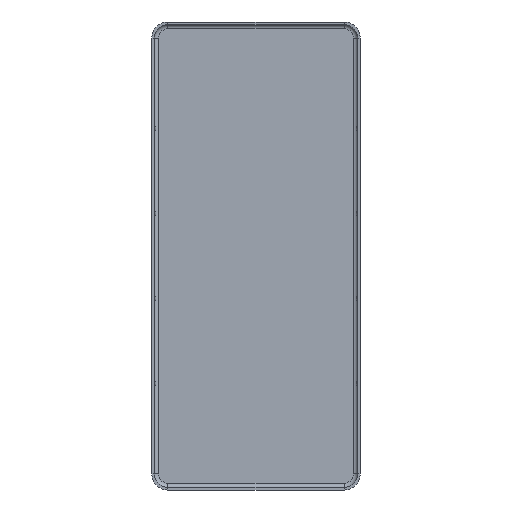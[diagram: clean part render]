
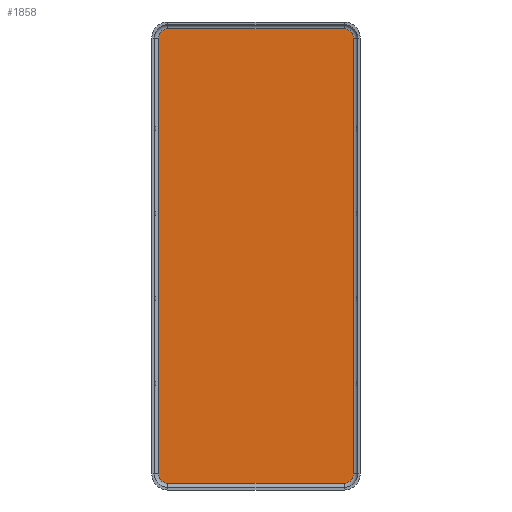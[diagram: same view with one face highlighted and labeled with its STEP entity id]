
A CAD part, front view. The second image highlights one B-rep face of the part: STEP entity #1858.
In plain terms, the highlighted planar face has unit normal (0, -1, 0).
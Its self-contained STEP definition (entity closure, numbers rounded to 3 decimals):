
#14 = VERTEX_POINT ( 'NONE', #1009 ) ;
#99 = VECTOR ( 'NONE', #1448, 1000. ) ;
#141 = DIRECTION ( 'NONE',  ( 0., -1., 0. ) ) ;
#148 = VERTEX_POINT ( 'NONE', #1347 ) ;
#163 = LINE ( 'NONE', #826, #482 ) ;
#300 = VECTOR ( 'NONE', #492, 1000. ) ;
#304 = CIRCLE ( 'NONE', #1291, 1.1 ) ;
#312 = DIRECTION ( 'NONE',  ( 0., -1., 0. ) ) ;
#356 = CARTESIAN_POINT ( 'NONE',  ( 10.35, 0., -25.6 ) ) ;
#367 = CIRCLE ( 'NONE', #921, 1.1 ) ;
#405 = DIRECTION ( 'NONE',  ( 0., -1., 0. ) ) ;
#444 = ORIENTED_EDGE ( 'NONE', *, *, #1130, .F. ) ;
#446 = ORIENTED_EDGE ( 'NONE', *, *, #635, .T. ) ;
#454 = FACE_OUTER_BOUND ( 'NONE', #490, .T. ) ;
#482 = VECTOR ( 'NONE', #1504, 1000. ) ;
#490 = EDGE_LOOP ( 'NONE', ( #816, #1834, #1368, #446, #720, #444, #1054, #1247 ) ) ;
#492 = DIRECTION ( 'NONE',  ( 0., 0., -1. ) ) ;
#547 = AXIS2_PLACEMENT_3D ( 'NONE', #1479, #973, #660 ) ;
#585 = VERTEX_POINT ( 'NONE', #865 ) ;
#635 = EDGE_CURVE ( 'NONE', #1470, #585, #1234, .T. ) ;
#660 = DIRECTION ( 'NONE',  ( 0., 0., -1. ) ) ;
#685 = DIRECTION ( 'NONE',  ( 0., 1., 0. ) ) ;
#720 = ORIENTED_EDGE ( 'NONE', *, *, #1934, .T. ) ;
#783 = EDGE_CURVE ( 'NONE', #1229, #14, #163, .T. ) ;
#816 = ORIENTED_EDGE ( 'NONE', *, *, #953, .F. ) ;
#826 = CARTESIAN_POINT ( 'NONE',  ( -11.45, 0., 0. ) ) ;
#829 = CARTESIAN_POINT ( 'NONE',  ( 11.45, 0., 25.6 ) ) ;
#865 = CARTESIAN_POINT ( 'NONE',  ( 10.35, 0., 26.7 ) ) ;
#878 = CARTESIAN_POINT ( 'NONE',  ( 10.35, 0., 25.6 ) ) ;
#914 = VERTEX_POINT ( 'NONE', #1010 ) ;
#921 = AXIS2_PLACEMENT_3D ( 'NONE', #356, #685, #1324 ) ;
#926 = CIRCLE ( 'NONE', #547, 1.1 ) ;
#953 = EDGE_CURVE ( 'NONE', #914, #1057, #1209, .T. ) ;
#973 = DIRECTION ( 'NONE',  ( 0., 1., 0. ) ) ;
#1009 = CARTESIAN_POINT ( 'NONE',  ( -11.45, 0., -25.6 ) ) ;
#1010 = CARTESIAN_POINT ( 'NONE',  ( 10.35, 0., -26.7 ) ) ;
#1034 = DIRECTION ( 'NONE',  ( 0., 0., -1. ) ) ;
#1054 = ORIENTED_EDGE ( 'NONE', *, *, #783, .T. ) ;
#1057 = VERTEX_POINT ( 'NONE', #1609 ) ;
#1089 = CARTESIAN_POINT ( 'NONE',  ( -10.35, 0., -25.6 ) ) ;
#1130 = EDGE_CURVE ( 'NONE', #1229, #148, #926, .T. ) ;
#1209 = LINE ( 'NONE', #1490, #1814 ) ;
#1229 = VERTEX_POINT ( 'NONE', #1339 ) ;
#1234 = CIRCLE ( 'NONE', #1989, 1.1 ) ;
#1247 = ORIENTED_EDGE ( 'NONE', *, *, #1390, .T. ) ;
#1280 = LINE ( 'NONE', #1955, #99 ) ;
#1291 = AXIS2_PLACEMENT_3D ( 'NONE', #1089, #141, #1300 ) ;
#1300 = DIRECTION ( 'NONE',  ( 0., 0., 1. ) ) ;
#1324 = DIRECTION ( 'NONE',  ( 0., 0., 1. ) ) ;
#1339 = CARTESIAN_POINT ( 'NONE',  ( -11.45, 0., 25.6 ) ) ;
#1342 = DIRECTION ( 'NONE',  ( -1., 0., 0. ) ) ;
#1347 = CARTESIAN_POINT ( 'NONE',  ( -10.35, 0., 26.7 ) ) ;
#1368 = ORIENTED_EDGE ( 'NONE', *, *, #1966, .F. ) ;
#1390 = EDGE_CURVE ( 'NONE', #14, #1057, #304, .T. ) ;
#1399 = AXIS2_PLACEMENT_3D ( 'NONE', #1739, #312, #1437 ) ;
#1437 = DIRECTION ( 'NONE',  ( 0., 0., -1. ) ) ;
#1448 = DIRECTION ( 'NONE',  ( -1., 0., 0. ) ) ;
#1470 = VERTEX_POINT ( 'NONE', #829 ) ;
#1479 = CARTESIAN_POINT ( 'NONE',  ( -10.35, 0., 25.6 ) ) ;
#1490 = CARTESIAN_POINT ( 'NONE',  ( 10.35, 0., -26.7 ) ) ;
#1504 = DIRECTION ( 'NONE',  ( 0., 0., -1. ) ) ;
#1580 = PLANE ( 'NONE',  #1399 ) ;
#1609 = CARTESIAN_POINT ( 'NONE',  ( -10.35, 0., -26.7 ) ) ;
#1739 = CARTESIAN_POINT ( 'NONE',  ( 10.35, 0., -25.6 ) ) ;
#1745 = VERTEX_POINT ( 'NONE', #1870 ) ;
#1814 = VECTOR ( 'NONE', #1342, 1000. ) ;
#1834 = ORIENTED_EDGE ( 'NONE', *, *, #2037, .F. ) ;
#1858 = ADVANCED_FACE ( 'NONE', ( #454 ), #1580, .T. ) ;
#1870 = CARTESIAN_POINT ( 'NONE',  ( 11.45, 0., -25.6 ) ) ;
#1934 = EDGE_CURVE ( 'NONE', #585, #148, #1280, .T. ) ;
#1955 = CARTESIAN_POINT ( 'NONE',  ( 10.35, 0., 26.7 ) ) ;
#1964 = CARTESIAN_POINT ( 'NONE',  ( 11.45, 0., 0. ) ) ;
#1966 = EDGE_CURVE ( 'NONE', #1470, #1745, #2010, .T. ) ;
#1989 = AXIS2_PLACEMENT_3D ( 'NONE', #878, #405, #1034 ) ;
#2010 = LINE ( 'NONE', #1964, #300 ) ;
#2037 = EDGE_CURVE ( 'NONE', #1745, #914, #367, .T. ) ;
